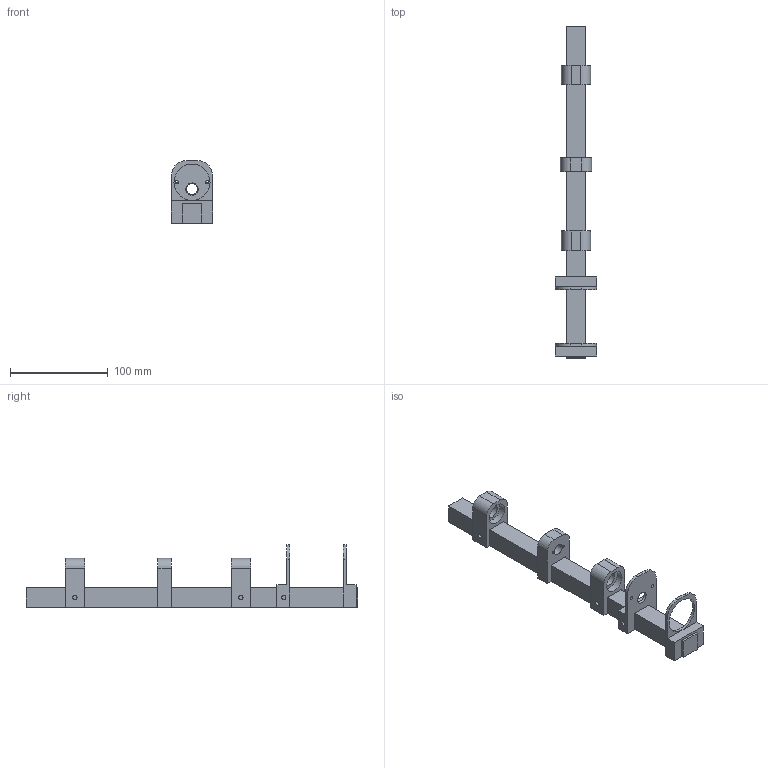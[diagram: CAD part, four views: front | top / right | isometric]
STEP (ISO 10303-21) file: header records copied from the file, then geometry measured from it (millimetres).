
FILE_DESCRIPTION(/* description */ (''),/* implementation_level */ '2;1');
FILE_NAME(/* name */ 'linAct.stp',/* time_stamp */ '2018-11-11T19:09:47-05:00',/* author */ (''),/* organization */ (''),/* preprocessor_version */ 'ST-DEVELOPER v17.2',/* originating_system */ 'Autodesk Translation Framework v7.6.0.251',/* authorisation */ '');
FILE_SCHEMA (('AUTOMOTIVE_DESIGN { 1 0 10303 214 3 1 1 }'));
Length unit declared in the file: millimetre
Products named in the file (1): linAct01
Bounding box: 42 x 340 x 64 mm (x, y, z)
Volume: 198818.5 mm3; surface area: 59191.4 mm2
Topology: 6 solids, 6 shells, 93 faces, 231 edges, 154 vertices
Faces by surface type: plane 64, cylinder 29
Full cylindrical faces by diameter (mm): 2.1 x2, 3.5 x2, 4.5 x6, 11.5 x1, 12.5 x1, 15 x2, 22.3 x4, 37 x1
Entity records: 2872 total; most frequent: CARTESIAN_POINT 479, DIRECTION 477, ORIENTED_EDGE 462, EDGE_CURVE 231, LINE 173, VECTOR 173, VERTEX_POINT 154, AXIS2_PLACEMENT_3D 152
